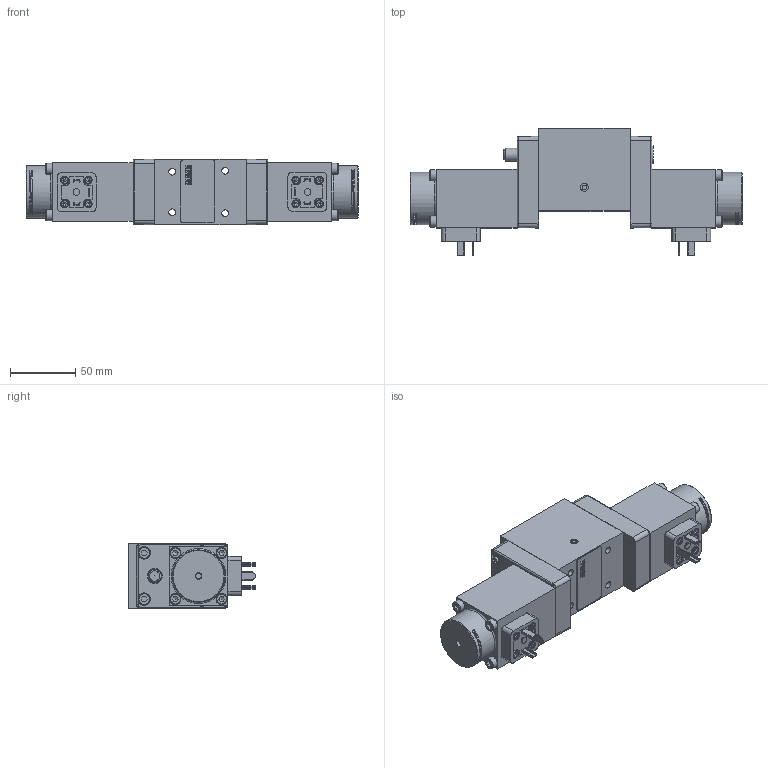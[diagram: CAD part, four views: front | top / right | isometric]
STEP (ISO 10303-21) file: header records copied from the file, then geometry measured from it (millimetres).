
FILE_DESCRIPTION (( 'STEP AP214' ), '1' );
FILE_NAME ('WV700-6-3_3-G.STEP', '2022-12-06T12:12:55', ( '' ), ( '' ), 'SwSTEP 2.0', 'SolidWorks 2020', '' );
FILE_SCHEMA (( 'AUTOMOTIVE_DESIGN' ));
Length unit declared in the file: millimetre
Products named in the file (1): WV700-6-3_3-G
Bounding box: 253.7 x 97 x 50 mm (x, y, z)
Volume: 618283.2 mm3; surface area: 74714 mm2
Topology: 1 solids, 18 shells, 1853 faces, 4718 edges, 3033 vertices
Faces by surface type: plane 952, bspline 461, cylinder 314, cone 62, torus 40, sphere 24
Full cylindrical faces by diameter (mm): 2.61 x1, 3.4 x1, 4 x1, 4.2 x16, 4.95 x2, 5 x4, 5.3 x4, 5.5 x8, 5.9 x1, 6 x9, 6.05 x2, 6.06 x1, 7 x1, 8.5 x12, 9.134 x1, 9.177 x1, 9.2 x1, 9.377 x1, 9.8 x1, 9.969 x1, 9.97 x1, 10.025 x1, 10.077 x1, 10.15 x1, 12.35 x4, 14 x1, 40 x2, 40.355 x1
Entity records: 70312 total; most frequent: CARTESIAN_POINT 30134, ORIENTED_EDGE 8902, DIRECTION 6650, EDGE_CURVE 4451, VERTEX_POINT 2950, AXIS2_PLACEMENT_3D 2345, EDGE_LOOP 2183, FACE_OUTER_BOUND 1962
